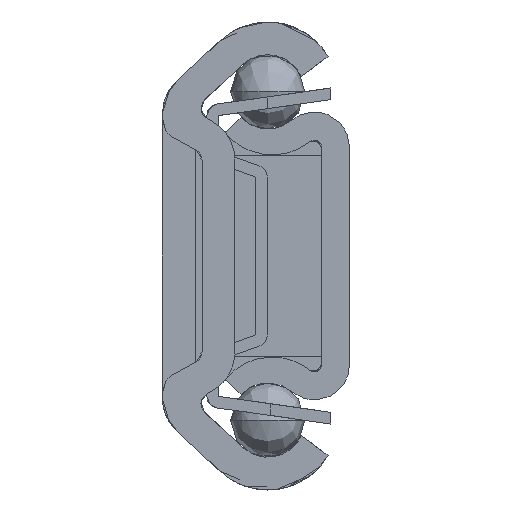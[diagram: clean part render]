
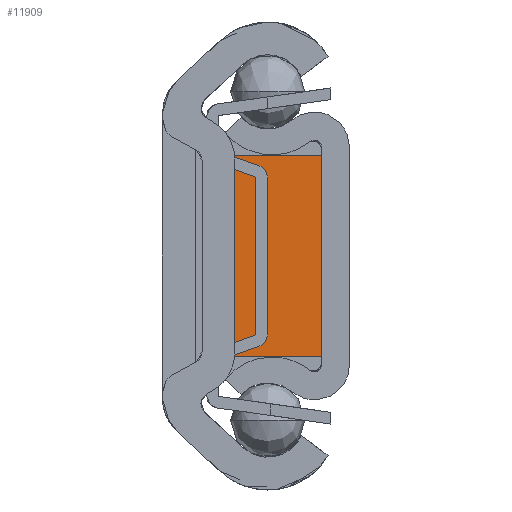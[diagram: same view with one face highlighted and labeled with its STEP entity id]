
A CAD part, left-side view. The second image highlights one B-rep face of the part: STEP entity #11909.
In plain terms, the highlighted free-form (B-spline) face has degree [1, 1] with [2, 2] control points.
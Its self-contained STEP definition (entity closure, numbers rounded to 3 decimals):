
#11820=CARTESIAN_POINT('',(101.8,-6.8,4.3));
#11821=VERTEX_POINT('',#11820);
#11863=CARTESIAN_POINT('',(101.8,-6.8,-4.3));
#11864=VERTEX_POINT('',#11863);
#11878=CARTESIAN_POINT('',(101.8,-7.,-4.73));
#11879=CARTESIAN_POINT('',(101.8,-2.6,-4.73));
#11880=CARTESIAN_POINT('',(101.8,-7.,4.73));
#11881=CARTESIAN_POINT('',(101.8,-2.6,4.73));
#11882=B_SPLINE_SURFACE_WITH_KNOTS('',1,1,((#11878,#11880),(#11879,#11881)),.UNSPECIFIED.,.F.,.F.,.U.,(2,2),(2,2),(0.0,4.4),(0.0,9.459),.UNSPECIFIED.);
#11883=CARTESIAN_POINT('',(101.8,-2.8,4.3));
#11884=VERTEX_POINT('',#11883);
#11885=CARTESIAN_POINT('',(101.8,-2.8,4.3));
#11886=CARTESIAN_POINT('',(101.8,-6.8,4.3));
#11887=QUASI_UNIFORM_CURVE('',1,(#11885,#11886),.UNSPECIFIED.,.F.,.U.);
#11888=EDGE_CURVE('',#11884,#11821,#11887,.T.);
#11889=ORIENTED_EDGE('',*,*,#11888,.F.);
#11890=CARTESIAN_POINT('',(101.8,-2.8,-4.3));
#11891=VERTEX_POINT('',#11890);
#11892=CARTESIAN_POINT('',(101.8,-2.8,-4.3));
#11893=CARTESIAN_POINT('',(101.8,-2.8,4.3));
#11894=QUASI_UNIFORM_CURVE('',1,(#11892,#11893),.UNSPECIFIED.,.F.,.U.);
#11895=EDGE_CURVE('',#11891,#11884,#11894,.T.);
#11896=ORIENTED_EDGE('',*,*,#11895,.F.);
#11897=CARTESIAN_POINT('',(101.8,-6.8,-4.3));
#11898=CARTESIAN_POINT('',(101.8,-2.8,-4.3));
#11899=QUASI_UNIFORM_CURVE('',1,(#11897,#11898),.UNSPECIFIED.,.F.,.U.);
#11900=EDGE_CURVE('',#11864,#11891,#11899,.T.);
#11901=ORIENTED_EDGE('',*,*,#11900,.F.);
#11902=CARTESIAN_POINT('',(101.8,-6.8,4.3));
#11903=CARTESIAN_POINT('',(101.8,-6.8,-4.3));
#11904=QUASI_UNIFORM_CURVE('',1,(#11902,#11903),.UNSPECIFIED.,.F.,.U.);
#11905=EDGE_CURVE('',#11821,#11864,#11904,.T.);
#11906=ORIENTED_EDGE('',*,*,#11905,.F.);
#11907=EDGE_LOOP('',(#11889,#11896,#11901,#11906));
#11908=FACE_OUTER_BOUND('',#11907,.T.);
#11909=ADVANCED_FACE('',(#11908),#11882,.F.);
